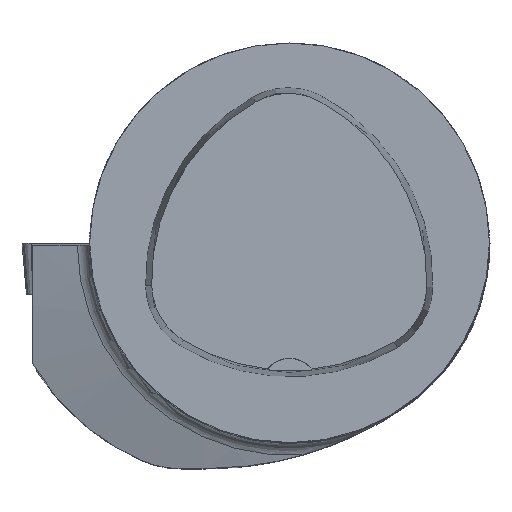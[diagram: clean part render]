
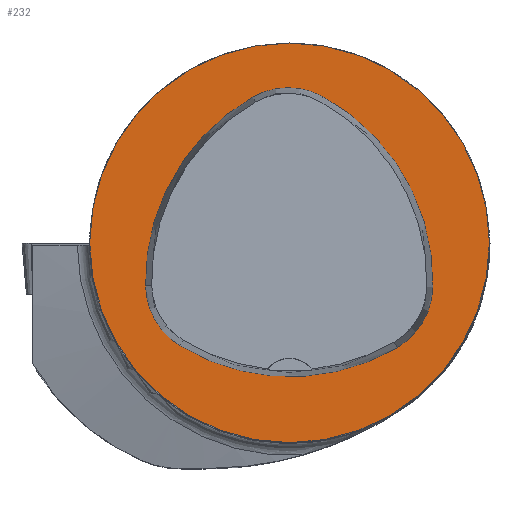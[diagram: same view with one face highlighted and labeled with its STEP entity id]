
A CAD part, top view. The second image highlights one B-rep face of the part: STEP entity #232.
In plain terms, the highlighted planar face has unit normal (0, 0, 1).
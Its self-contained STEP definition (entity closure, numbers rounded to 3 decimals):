
#232=ADVANCED_FACE('',(#452,#453),#275,.T.);
#275=PLANE('',#1326);
#452=FACE_BOUND('',#510,.T.);
#453=FACE_BOUND('',#511,.T.);
#510=EDGE_LOOP('',(#742,#743,#744,#745,#746,#747));
#511=EDGE_LOOP('',(#748));
#742=ORIENTED_EDGE('',*,*,#1079,.T.);
#743=ORIENTED_EDGE('',*,*,#1059,.T.);
#744=ORIENTED_EDGE('',*,*,#1063,.T.);
#745=ORIENTED_EDGE('',*,*,#1066,.T.);
#746=ORIENTED_EDGE('',*,*,#1069,.T.);
#747=ORIENTED_EDGE('',*,*,#1077,.T.);
#748=ORIENTED_EDGE('',*,*,#1049,.F.);
#921=VERTEX_POINT('',#2110);
#930=VERTEX_POINT('',#2130);
#931=VERTEX_POINT('',#2131);
#934=VERTEX_POINT('',#2139);
#936=VERTEX_POINT('',#2145);
#938=VERTEX_POINT('',#2151);
#945=VERTEX_POINT('',#2172);
#1049=EDGE_CURVE('',#921,#921,#1128,.T.);
#1059=EDGE_CURVE('',#930,#931,#1129,.T.);
#1063=EDGE_CURVE('',#931,#934,#1131,.T.);
#1066=EDGE_CURVE('',#934,#936,#1133,.T.);
#1069=EDGE_CURVE('',#936,#938,#1135,.T.);
#1077=EDGE_CURVE('',#938,#945,#1139,.T.);
#1079=EDGE_CURVE('',#945,#930,#1141,.T.);
#1128=CIRCLE('',#1297,50.);
#1129=CIRCLE('',#1304,53.);
#1131=CIRCLE('',#1307,18.);
#1133=CIRCLE('',#1310,53.);
#1135=CIRCLE('',#1313,18.);
#1139=CIRCLE('',#1318,53.);
#1141=CIRCLE('',#1321,18.);
#1297=AXIS2_PLACEMENT_3D('',#2109,#1540,#1541);
#1304=AXIS2_PLACEMENT_3D('',#2129,#1558,#1559);
#1307=AXIS2_PLACEMENT_3D('',#2138,#1566,#1567);
#1310=AXIS2_PLACEMENT_3D('',#2144,#1573,#1574);
#1313=AXIS2_PLACEMENT_3D('',#2150,#1580,#1581);
#1318=AXIS2_PLACEMENT_3D('',#2173,#1592,#1593);
#1321=AXIS2_PLACEMENT_3D('',#2176,#1598,#1599);
#1326=AXIS2_PLACEMENT_3D('',#2181,#1608,#1609);
#1540=DIRECTION('',(0.,0.,-1.));
#1541=DIRECTION('',(-1.,0.,0.));
#1558=DIRECTION('',(0.,0.,-1.));
#1559=DIRECTION('',(-1.,0.,0.));
#1566=DIRECTION('',(0.,0.,-1.));
#1567=DIRECTION('',(-1.,0.,0.));
#1573=DIRECTION('',(0.,0.,-1.));
#1574=DIRECTION('',(-1.,0.,0.));
#1580=DIRECTION('',(0.,0.,-1.));
#1581=DIRECTION('',(-1.,0.,0.));
#1592=DIRECTION('',(0.,0.,-1.));
#1593=DIRECTION('',(-1.,0.,0.));
#1598=DIRECTION('',(0.,0.,-1.));
#1599=DIRECTION('',(-1.,0.,0.));
#1608=DIRECTION('',(0.,0.,1.));
#1609=DIRECTION('',(1.,0.,0.));
#2109=CARTESIAN_POINT('',(0.,0.,0.));
#2110=CARTESIAN_POINT('',(-50.,0.,0.));
#2129=CARTESIAN_POINT('',(16.978,-9.621,0.));
#2130=CARTESIAN_POINT('',(-36.009,-10.801,0.));
#2131=CARTESIAN_POINT('',(-9.238,36.441,0.));
#2138=CARTESIAN_POINT('',(-0.334,20.797,0.));
#2139=CARTESIAN_POINT('',(8.312,36.585,0.));
#2144=CARTESIAN_POINT('',(-17.147,-9.9,0.));
#2145=CARTESIAN_POINT('',(35.839,-11.094,0.));
#2150=CARTESIAN_POINT('',(17.844,-10.688,0.));
#2151=CARTESIAN_POINT('',(26.94,-26.221,0.));
#2172=CARTESIAN_POINT('',(-27.358,-25.784,0.));
#2173=CARTESIAN_POINT('',(0.157,19.514,0.));
#2176=CARTESIAN_POINT('',(-18.013,-10.4,0.));
#2181=CARTESIAN_POINT('',(0.,0.,0.));
